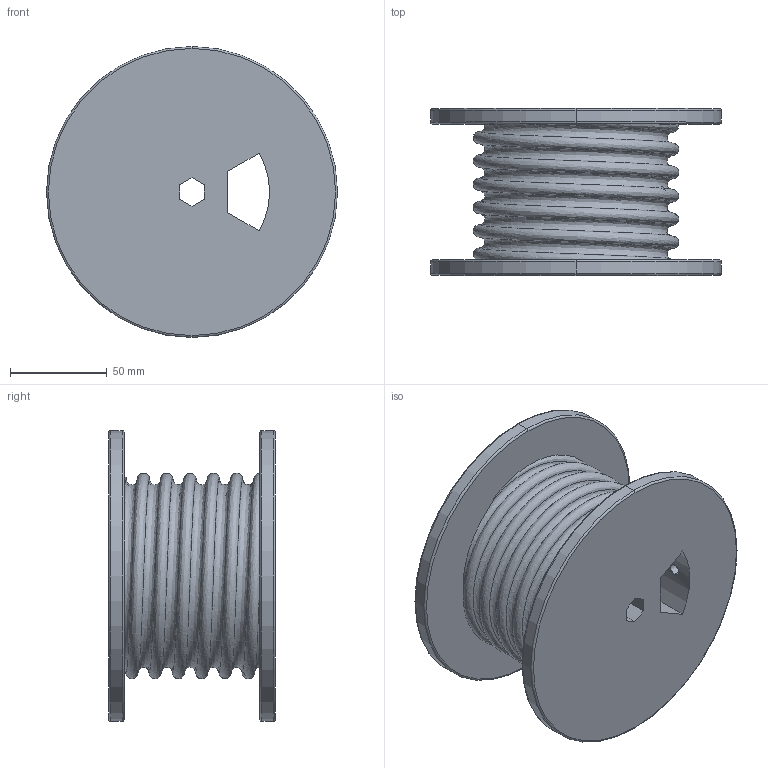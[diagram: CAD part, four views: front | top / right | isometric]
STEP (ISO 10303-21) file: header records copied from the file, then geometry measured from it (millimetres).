
FILE_DESCRIPTION (( 'STEP AP214' ), '1' );
FILE_NAME ('parametric winch.STEP', '2022-12-14T14:01:02', ( '' ), ( '' ), 'SwSTEP 2.0', 'SolidWorks 2021', '' );
FILE_SCHEMA (( 'AUTOMOTIVE_DESIGN' ));
Length unit declared in the file: millimetre
Products named in the file (1): parametric winch
Bounding box: 150 x 86 x 150 mm (x, y, z)
Volume: 765901.5 mm3; surface area: 107189.4 mm2
Topology: 1 solids, 1 shells, 31 faces, 81 edges, 53 vertices
Faces by surface type: plane 13, torus 8, bspline 5, cylinder 5
Entity records: 4977 total; most frequent: CARTESIAN_POINT 4210, ORIENTED_EDGE 162, DIRECTION 140, EDGE_CURVE 81, AXIS2_PLACEMENT_3D 53, VERTEX_POINT 53, EDGE_LOOP 38, LINE 34
